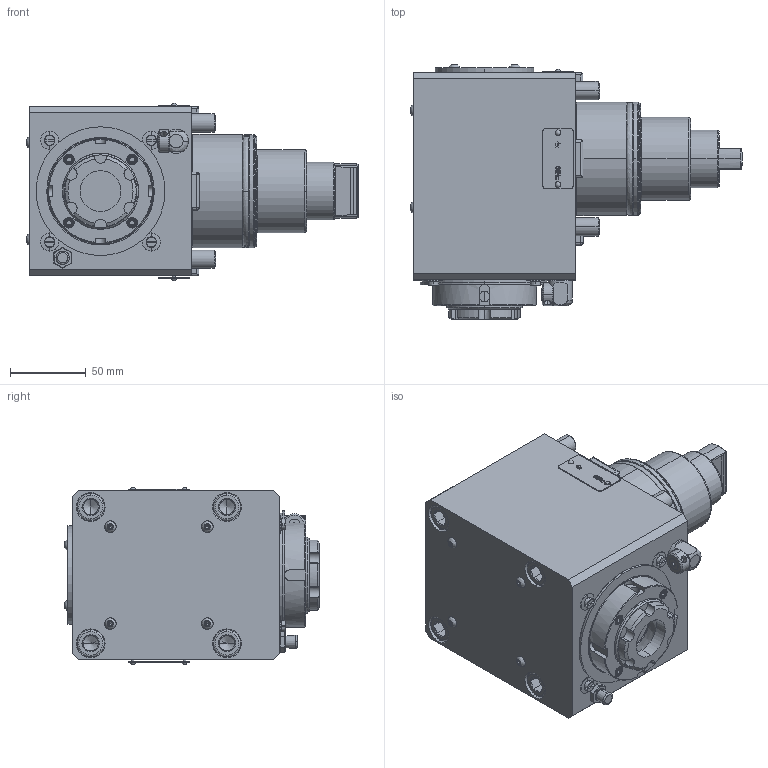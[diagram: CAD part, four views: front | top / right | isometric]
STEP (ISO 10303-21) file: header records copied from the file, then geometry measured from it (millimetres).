
FILE_DESCRIPTION (( 'STEP AP203' ), '1' );
FILE_NAME ('04-1164.STEP', '2023-11-22T00:42:27', ( '' ), ( '' ), 'SwSTEP 2.0', 'SolidWorks 2022', '' );
FILE_SCHEMA (( 'CONFIG_CONTROL_DESIGN' ));
Length unit declared in the file: inch
Products named in the file (7): AA_SW0002_2; AA_SW0002_6; AA_SW0002; AA_SW0002_5; 04-1164; AA_SW0002_3; AA_SW0002_4
Assembly tree (6 placements, depth 2):
  04-1164
    AA_SW0002_3
    AA_SW0002_6
    AA_SW0002_5
    AA_SW0002_4
    AA_SW0002
    AA_SW0002_2
Bounding box: 219.2 x 168.2 x 117.1 mm (x, y, z)
Volume: 1984264.2 mm3; surface area: 174840.1 mm2
Topology: 6 solids, 7 shells, 1330 faces, 3280 edges, 2044 vertices
Faces by surface type: plane 638, cone 332, cylinder 260, bspline 98, torus 2
Entity records: 45913 total; most frequent: CARTESIAN_POINT 14450, ORIENTED_EDGE 6456, DIRECTION 6287, EDGE_CURVE 3228, AXIS2_PLACEMENT_3D 2266, VERTEX_POINT 2044, VECTOR 1755, LINE 1755
